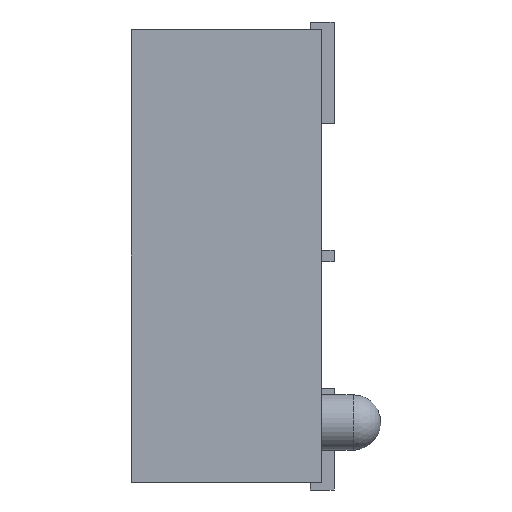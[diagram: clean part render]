
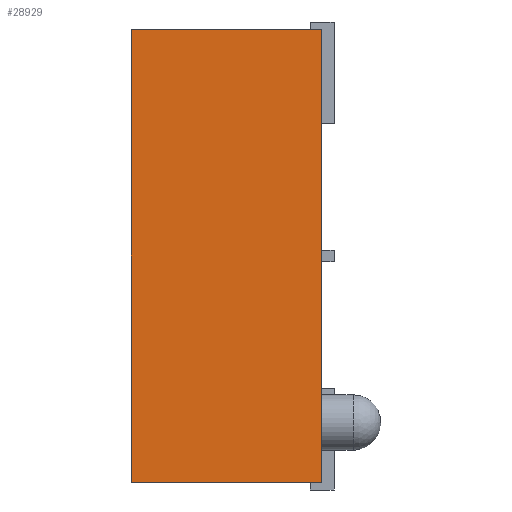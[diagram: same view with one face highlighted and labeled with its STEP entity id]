
A CAD part, left-side view. The second image highlights one B-rep face of the part: STEP entity #28929.
In plain terms, the highlighted planar face has unit normal (-1, 0, 0).
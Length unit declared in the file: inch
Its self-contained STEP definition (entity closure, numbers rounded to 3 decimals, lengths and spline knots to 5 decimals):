
#1024=ORIENTED_EDGE('',*,*,#9553,.T.);
#1025=ORIENTED_EDGE('',*,*,#9737,.F.);
#1026=ORIENTED_EDGE('',*,*,#9726,.F.);
#1027=ORIENTED_EDGE('',*,*,#9732,.T.);
#9553=EDGE_CURVE('',#13929,#13928,#16844,.T.);
#9726=EDGE_CURVE('',#14070,#14071,#17017,.T.);
#9732=EDGE_CURVE('',#14070,#13929,#17023,.T.);
#9737=EDGE_CURVE('',#14071,#13928,#17028,.T.);
#13928=VERTEX_POINT('',#40425);
#13929=VERTEX_POINT('',#40427);
#14070=VERTEX_POINT('',#40742);
#14071=VERTEX_POINT('',#40744);
#16844=LINE('',#40426,#20879);
#17017=LINE('',#40743,#21052);
#17023=LINE('',#40754,#21058);
#17028=LINE('',#40761,#21063);
#20879=VECTOR('',#32508,39.37008);
#21052=VECTOR('',#32685,39.37008);
#21058=VECTOR('',#32693,39.37008);
#21063=VECTOR('',#32702,39.37008);
#24672=EDGE_LOOP('',(#1024,#1025,#1026,#1027));
#26153=FACE_BOUND('',#24672,.T.);
#27629=PLANE('',#30440);
#28929=ADVANCED_FACE('',(#26153),#27629,.F.);
#30440=AXIS2_PLACEMENT_3D('',#40760,#32700,#32701);
#32508=DIRECTION('',(0.,0.,1.));
#32685=DIRECTION('',(0.,0.,1.));
#32693=DIRECTION('',(0.,-1.,0.));
#32700=DIRECTION('',(1.,0.,0.));
#32701=DIRECTION('',(0.,0.,-1.));
#32702=DIRECTION('',(0.,-1.,0.));
#40425=CARTESIAN_POINT('',(-0.4195,0.,0.1425));
#40426=CARTESIAN_POINT('',(-0.4195,0.,-0.1425));
#40427=CARTESIAN_POINT('',(-0.4195,0.,-0.1425));
#40742=CARTESIAN_POINT('',(-0.4195,0.12,-0.1425));
#40743=CARTESIAN_POINT('',(-0.4195,0.12,-0.1425));
#40744=CARTESIAN_POINT('',(-0.4195,0.12,0.1425));
#40754=CARTESIAN_POINT('',(-0.4195,0.12,-0.1425));
#40760=CARTESIAN_POINT('',(-0.4195,0.12,-0.1425));
#40761=CARTESIAN_POINT('',(-0.4195,0.12,0.1425));
